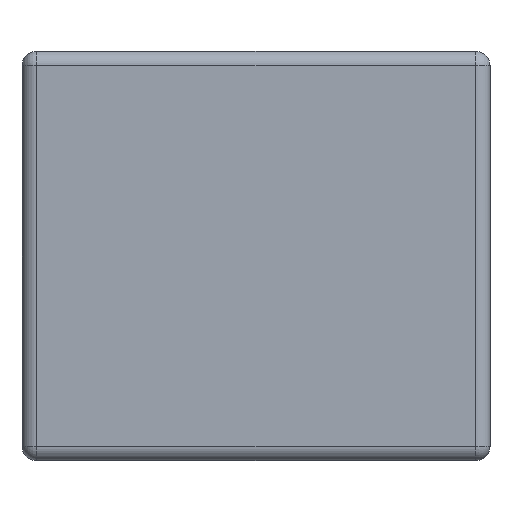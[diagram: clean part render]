
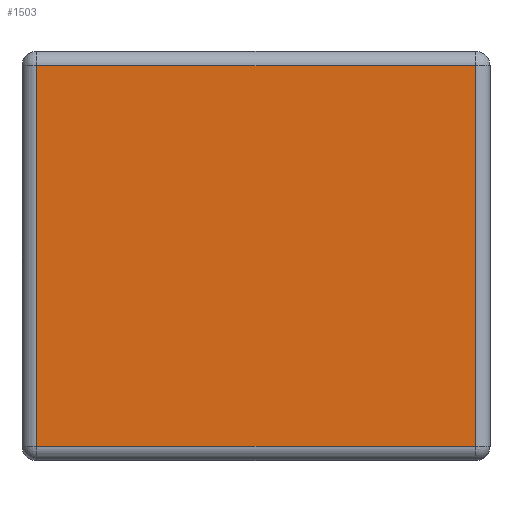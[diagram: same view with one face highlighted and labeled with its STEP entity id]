
A CAD part, left-side view. The second image highlights one B-rep face of the part: STEP entity #1503.
In plain terms, the highlighted planar face has unit normal (-1, 0, 0).
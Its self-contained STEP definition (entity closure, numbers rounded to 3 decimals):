
#25 = ORIENTED_EDGE ( 'NONE', *, *, #964, .T. ) ;
#123 = ORIENTED_EDGE ( 'NONE', *, *, #284, .T. ) ;
#284 = EDGE_CURVE ( 'NONE', #325, #1931, #3412, .T. ) ;
#325 = VERTEX_POINT ( 'NONE', #913 ) ;
#420 = EDGE_LOOP ( 'NONE', ( #123, #3241, #3453, #25 ) ) ;
#430 = LINE ( 'NONE', #782, #1534 ) ;
#458 = CARTESIAN_POINT ( 'NONE',  ( -0.8, 0.375, 0.025 ) ) ;
#732 = PLANE ( 'NONE',  #1120 ) ;
#782 = CARTESIAN_POINT ( 'NONE',  ( -0.8, 0.375, 0. ) ) ;
#913 = CARTESIAN_POINT ( 'NONE',  ( -0.8, -0.375, 0.675 ) ) ;
#964 = EDGE_CURVE ( 'NONE', #1621, #325, #1749, .T. ) ;
#1006 = EDGE_CURVE ( 'NONE', #3463, #1621, #2246, .T. ) ;
#1088 = EDGE_CURVE ( 'NONE', #1931, #3463, #430, .T. ) ;
#1120 = AXIS2_PLACEMENT_3D ( 'NONE', #3448, #2349, #2025 ) ;
#1212 = CARTESIAN_POINT ( 'NONE',  ( -0.8, -0.375, 0.025 ) ) ;
#1238 = VECTOR ( 'NONE', #2855, 1000. ) ;
#1503 = ADVANCED_FACE ( 'NONE', ( #1787 ), #732, .T. ) ;
#1534 = VECTOR ( 'NONE', #3108, 1000. ) ;
#1540 = CARTESIAN_POINT ( 'NONE',  ( -0.8, 0., 0.675 ) ) ;
#1621 = VERTEX_POINT ( 'NONE', #1212 ) ;
#1749 = LINE ( 'NONE', #2839, #3411 ) ;
#1787 = FACE_OUTER_BOUND ( 'NONE', #420, .T. ) ;
#1931 = VERTEX_POINT ( 'NONE', #2750 ) ;
#2025 = DIRECTION ( 'NONE',  ( 0., 0., 1. ) ) ;
#2221 = DIRECTION ( 'NONE',  ( 0., -1., 0. ) ) ;
#2246 = LINE ( 'NONE', #2795, #2418 ) ;
#2349 = DIRECTION ( 'NONE',  ( -1., 0., 0. ) ) ;
#2418 = VECTOR ( 'NONE', #2221, 1000. ) ;
#2576 = DIRECTION ( 'NONE',  ( 0., 0., 1. ) ) ;
#2750 = CARTESIAN_POINT ( 'NONE',  ( -0.8, 0.375, 0.675 ) ) ;
#2795 = CARTESIAN_POINT ( 'NONE',  ( -0.8, -0.4, 0.025 ) ) ;
#2839 = CARTESIAN_POINT ( 'NONE',  ( -0.8, -0.375, 0.7 ) ) ;
#2855 = DIRECTION ( 'NONE',  ( 0., 1., 0. ) ) ;
#3108 = DIRECTION ( 'NONE',  ( 0., 0., -1. ) ) ;
#3241 = ORIENTED_EDGE ( 'NONE', *, *, #1088, .T. ) ;
#3411 = VECTOR ( 'NONE', #2576, 1000. ) ;
#3412 = LINE ( 'NONE', #1540, #1238 ) ;
#3448 = CARTESIAN_POINT ( 'NONE',  ( -0.8, 0., 0.7 ) ) ;
#3453 = ORIENTED_EDGE ( 'NONE', *, *, #1006, .T. ) ;
#3463 = VERTEX_POINT ( 'NONE', #458 ) ;
